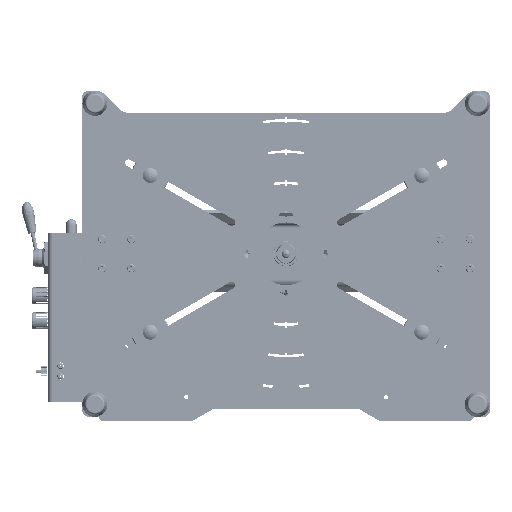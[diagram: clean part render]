
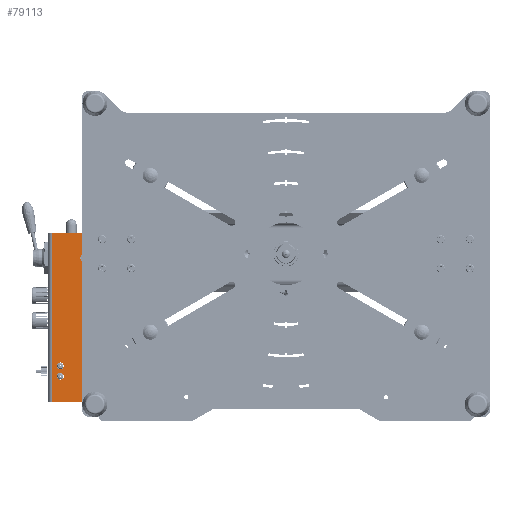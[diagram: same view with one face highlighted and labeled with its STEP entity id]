
A CAD part, front view. The second image highlights one B-rep face of the part: STEP entity #79113.
In plain terms, the highlighted planar face has unit normal (0, -1, 0).
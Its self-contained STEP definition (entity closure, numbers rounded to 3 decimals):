
#68234=DIRECTION('',(0.,0.,-1.));
#68235=VECTOR('',#68234,270.);
#68236=CARTESIAN_POINT('',(-373.,701.,33.));
#68237=LINE('',#68236,#68235);
#68252=DIRECTION('',(-1.,0.,0.));
#68253=VECTOR('',#68252,4.);
#68254=CARTESIAN_POINT('',(-307.,701.,-40.));
#68255=LINE('',#68254,#68253);
#68256=DIRECTION('',(0.,0.,1.));
#68257=VECTOR('',#68256,82.);
#68258=CARTESIAN_POINT('',(-314.,701.,-125.));
#68259=LINE('',#68258,#68257);
#68260=DIRECTION('',(0.,0.,1.));
#68261=VECTOR('',#68260,38.);
#68262=CARTESIAN_POINT('',(-314.,701.,-227.));
#68263=LINE('',#68262,#68261);
#68264=CARTESIAN_POINT('',(-324.,701.,-227.));
#68265=DIRECTION('',(0.,-1.,0.));
#68266=DIRECTION('',(0.,0.,-1.));
#68267=AXIS2_PLACEMENT_3D('',#68264,#68265,#68266);
#68269=DIRECTION('',(1.,0.,0.));
#68270=VECTOR('',#68269,49.);
#68271=CARTESIAN_POINT('',(-373.,701.,-237.));
#68272=LINE('',#68271,#68270);
#68273=DIRECTION('',(-1.,0.,0.));
#68274=VECTOR('',#68273,49.);
#68275=CARTESIAN_POINT('',(-324.,701.,33.));
#68276=LINE('',#68275,#68274);
#68277=CARTESIAN_POINT('',(-324.,701.,23.));
#68278=DIRECTION('',(0.,-1.,0.));
#68279=DIRECTION('',(1.,0.,0.));
#68280=AXIS2_PLACEMENT_3D('',#68277,#68278,#68279);
#68282=DIRECTION('',(0.,0.,1.));
#68283=VECTOR('',#68282,2.);
#68284=CARTESIAN_POINT('',(-314.,701.,21.));
#68285=LINE('',#68284,#68283);
#68286=DIRECTION('',(1.,0.,0.));
#68287=VECTOR('',#68286,4.);
#68288=CARTESIAN_POINT('',(-311.,701.,18.));
#68289=LINE('',#68288,#68287);
#68290=CARTESIAN_POINT('',(-360.,701.,-195.2));
#68291=DIRECTION('',(0.,-1.,0.));
#68292=DIRECTION('',(0.,0.,-1.));
#68293=AXIS2_PLACEMENT_3D('',#68290,#68291,#68292);
#68295=CARTESIAN_POINT('',(-360.,701.,-195.2));
#68296=DIRECTION('',(0.,-1.,0.));
#68297=DIRECTION('',(0.,0.,1.));
#68298=AXIS2_PLACEMENT_3D('',#68295,#68296,#68297);
#68300=CARTESIAN_POINT('',(-360.,701.,-178.8));
#68301=DIRECTION('',(0.,-1.,0.));
#68302=DIRECTION('',(0.,0.,-1.));
#68303=AXIS2_PLACEMENT_3D('',#68300,#68301,#68302);
#68305=CARTESIAN_POINT('',(-360.,701.,-178.8));
#68306=DIRECTION('',(0.,-1.,0.));
#68307=DIRECTION('',(0.,0.,1.));
#68308=AXIS2_PLACEMENT_3D('',#68305,#68306,#68307);
#68310=CARTESIAN_POINT('',(-319.,701.,-7.));
#68311=DIRECTION('',(0.,-1.,0.));
#68312=DIRECTION('',(0.,0.,1.));
#68313=AXIS2_PLACEMENT_3D('',#68310,#68311,#68312);
#68315=CARTESIAN_POINT('',(-319.,701.,-7.));
#68316=DIRECTION('',(0.,-1.,0.));
#68317=DIRECTION('',(0.,0.,-1.));
#68318=AXIS2_PLACEMENT_3D('',#68315,#68316,#68317);
#68328=CARTESIAN_POINT('',(-311.,701.,-43.));
#68329=DIRECTION('',(0.,1.,0.));
#68330=DIRECTION('',(-1.,0.,0.));
#68331=AXIS2_PLACEMENT_3D('',#68328,#68329,#68330);
#68354=CARTESIAN_POINT('',(-311.,701.,21.));
#68355=DIRECTION('',(0.,1.,0.));
#68356=DIRECTION('',(0.,0.,-1.));
#68357=AXIS2_PLACEMENT_3D('',#68354,#68355,#68356);
#68515=DIRECTION('',(0.,0.,-1.));
#68516=VECTOR('',#68515,58.);
#68517=CARTESIAN_POINT('',(-307.,701.,18.));
#68518=LINE('',#68517,#68516);
#72784=CARTESIAN_POINT('',(-312.,701.,-189.));
#72785=DIRECTION('',(0.,1.,0.));
#72786=DIRECTION('',(-1.,0.,0.));
#72787=AXIS2_PLACEMENT_3D('',#72784,#72785,#72786);
#72807=DIRECTION('',(0.,0.,-1.));
#72808=VECTOR('',#72807,60.);
#72809=CARTESIAN_POINT('',(-312.,701.,-127.));
#72810=LINE('',#72809,#72808);
#72829=CARTESIAN_POINT('',(-312.,701.,-125.));
#72830=DIRECTION('',(0.,1.,0.));
#72831=DIRECTION('',(0.,0.,-1.));
#72832=AXIS2_PLACEMENT_3D('',#72829,#72830,#72831);
#73028=CARTESIAN_POINT('',(-314.,701.,23.));
#73029=CARTESIAN_POINT('',(-324.,701.,33.));
#73030=VERTEX_POINT('',#73028);
#73031=VERTEX_POINT('',#73029);
#73036=CARTESIAN_POINT('',(-324.,701.,-237.));
#73037=CARTESIAN_POINT('',(-314.,701.,-227.));
#73038=VERTEX_POINT('',#73036);
#73039=VERTEX_POINT('',#73037);
#73052=CARTESIAN_POINT('',(-373.,701.,-237.));
#73053=VERTEX_POINT('',#73052);
#73054=CARTESIAN_POINT('',(-373.,701.,33.));
#73055=VERTEX_POINT('',#73054);
#73164=CARTESIAN_POINT('',(-314.,701.,-125.));
#73166=VERTEX_POINT('',#73164);
#73168=CARTESIAN_POINT('',(-314.,701.,-189.));
#73170=VERTEX_POINT('',#73168);
#73174=CARTESIAN_POINT('',(-312.,701.,-127.));
#73175=VERTEX_POINT('',#73174);
#73178=CARTESIAN_POINT('',(-312.,701.,-187.));
#73179=VERTEX_POINT('',#73178);
#73180=CARTESIAN_POINT('',(-360.,701.,-200.7));
#73181=CARTESIAN_POINT('',(-360.,701.,-189.7));
#73182=VERTEX_POINT('',#73180);
#73183=VERTEX_POINT('',#73181);
#73184=CARTESIAN_POINT('',(-360.,701.,-184.3));
#73185=CARTESIAN_POINT('',(-360.,701.,-173.3));
#73186=VERTEX_POINT('',#73184);
#73187=VERTEX_POINT('',#73185);
#73220=CARTESIAN_POINT('',(-311.,701.,18.));
#73222=VERTEX_POINT('',#73220);
#73224=CARTESIAN_POINT('',(-314.,701.,21.));
#73226=VERTEX_POINT('',#73224);
#73228=CARTESIAN_POINT('',(-314.,701.,-43.));
#73230=VERTEX_POINT('',#73228);
#73232=CARTESIAN_POINT('',(-311.,701.,-40.));
#73234=VERTEX_POINT('',#73232);
#73236=CARTESIAN_POINT('',(-307.,701.,-40.));
#73237=VERTEX_POINT('',#73236);
#73238=CARTESIAN_POINT('',(-307.,701.,18.));
#73239=VERTEX_POINT('',#73238);
#73244=CARTESIAN_POINT('',(-319.,701.,0.5));
#73245=CARTESIAN_POINT('',(-319.,701.,-14.5));
#73246=VERTEX_POINT('',#73244);
#73247=VERTEX_POINT('',#73245);
#79057=CARTESIAN_POINT('',(-379.,701.,-237.));
#79058=DIRECTION('',(0.,-1.,0.));
#79059=DIRECTION('',(0.,0.,-1.));
#79060=AXIS2_PLACEMENT_3D('',#79057,#79058,#79059);
#79061=PLANE('',#79060);
#79063=ORIENTED_EDGE('',*,*,#79062,.T.);
#79065=ORIENTED_EDGE('',*,*,#79064,.F.);
#79067=ORIENTED_EDGE('',*,*,#79066,.F.);
#79069=ORIENTED_EDGE('',*,*,#79068,.F.);
#79071=ORIENTED_EDGE('',*,*,#79070,.T.);
#79073=ORIENTED_EDGE('',*,*,#79072,.F.);
#79075=ORIENTED_EDGE('',*,*,#79074,.F.);
#79077=ORIENTED_EDGE('',*,*,#79076,.F.);
#79079=ORIENTED_EDGE('',*,*,#79078,.F.);
#79080=ORIENTED_EDGE('',*,*,#79047,.F.);
#79082=ORIENTED_EDGE('',*,*,#79081,.F.);
#79084=ORIENTED_EDGE('',*,*,#79083,.F.);
#79086=ORIENTED_EDGE('',*,*,#79085,.F.);
#79088=ORIENTED_EDGE('',*,*,#79087,.F.);
#79090=ORIENTED_EDGE('',*,*,#79089,.T.);
#79092=ORIENTED_EDGE('',*,*,#79091,.T.);
#79093=EDGE_LOOP('',(#79063,#79065,#79067,#79069,#79071,#79073,#79075,#79077,
#79079,#79080,#79082,#79084,#79086,#79088,#79090,#79092));
#79094=FACE_OUTER_BOUND('',#79093,.F.);
#79096=ORIENTED_EDGE('',*,*,#79095,.T.);
#79098=ORIENTED_EDGE('',*,*,#79097,.T.);
#79099=EDGE_LOOP('',(#79096,#79098));
#79100=FACE_BOUND('',#79099,.F.);
#79102=ORIENTED_EDGE('',*,*,#79101,.T.);
#79104=ORIENTED_EDGE('',*,*,#79103,.T.);
#79105=EDGE_LOOP('',(#79102,#79104));
#79106=FACE_BOUND('',#79105,.F.);
#79108=ORIENTED_EDGE('',*,*,#79107,.T.);
#79110=ORIENTED_EDGE('',*,*,#79109,.T.);
#79111=EDGE_LOOP('',(#79108,#79110));
#79112=FACE_BOUND('',#79111,.F.);
#79113=ADVANCED_FACE('',(#79094,#79100,#79106,#79112),#79061,.T.);
#68268=CIRCLE('',#68267,10.);
#68281=CIRCLE('',#68280,10.);
#68294=CIRCLE('',#68293,5.5);
#68299=CIRCLE('',#68298,5.5);
#68304=CIRCLE('',#68303,5.5);
#68309=CIRCLE('',#68308,5.5);
#68314=CIRCLE('',#68313,7.5);
#68319=CIRCLE('',#68318,7.5);
#68332=CIRCLE('',#68331,3.);
#68358=CIRCLE('',#68357,3.);
#72788=CIRCLE('',#72787,2.);
#72833=CIRCLE('',#72832,2.);
#79047=EDGE_CURVE('',#73055,#73053,#68237,.T.);
#79062=EDGE_CURVE('',#73237,#73234,#68255,.T.);
#79064=EDGE_CURVE('',#73230,#73234,#68332,.T.);
#79066=EDGE_CURVE('',#73166,#73230,#68259,.T.);
#79068=EDGE_CURVE('',#73175,#73166,#72833,.T.);
#79070=EDGE_CURVE('',#73175,#73179,#72810,.T.);
#79072=EDGE_CURVE('',#73170,#73179,#72788,.T.);
#79074=EDGE_CURVE('',#73039,#73170,#68263,.T.);
#79076=EDGE_CURVE('',#73038,#73039,#68268,.T.);
#79078=EDGE_CURVE('',#73053,#73038,#68272,.T.);
#79081=EDGE_CURVE('',#73031,#73055,#68276,.T.);
#79083=EDGE_CURVE('',#73030,#73031,#68281,.T.);
#79085=EDGE_CURVE('',#73226,#73030,#68285,.T.);
#79087=EDGE_CURVE('',#73222,#73226,#68358,.T.);
#79089=EDGE_CURVE('',#73222,#73239,#68289,.T.);
#79091=EDGE_CURVE('',#73239,#73237,#68518,.T.);
#79095=EDGE_CURVE('',#73182,#73183,#68294,.T.);
#79097=EDGE_CURVE('',#73183,#73182,#68299,.T.);
#79101=EDGE_CURVE('',#73186,#73187,#68304,.T.);
#79103=EDGE_CURVE('',#73187,#73186,#68309,.T.);
#79107=EDGE_CURVE('',#73246,#73247,#68314,.T.);
#79109=EDGE_CURVE('',#73247,#73246,#68319,.T.);
